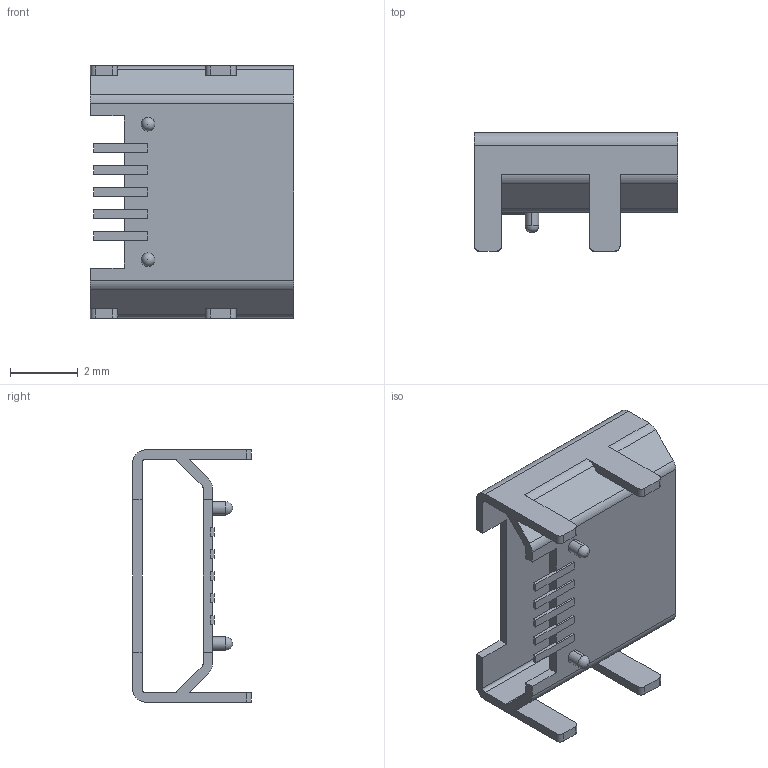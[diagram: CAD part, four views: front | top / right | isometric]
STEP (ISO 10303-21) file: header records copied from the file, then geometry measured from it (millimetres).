
FILE_DESCRIPTION (( 'STEP AP214' ), '1' );
FILE_NAME ('ﾞﾑﾁ.STEP', '2023-06-01T11:11:00', ( '' ), ( '' ), 'SwSTEP 2.0', 'SolidWorks 2023', '' );
FILE_SCHEMA (( 'AUTOMOTIVE_DESIGN' ));
Length unit declared in the file: millimetre
Products named in the file (1): ЮСБ
Bounding box: 6 x 3.5 x 7.45 mm (x, y, z)
Volume: 28.1 mm3; surface area: 221.4 mm2
Topology: 1 solids, 1 shells, 93 faces, 276 edges, 184 vertices
Faces by surface type: plane 65, cylinder 26, sphere 2
Entity records: 3083 total; most frequent: CARTESIAN_POINT 544, ORIENTED_EDGE 540, DIRECTION 510, EDGE_CURVE 270, LINE 218, VECTOR 218, VERTEX_POINT 180, AXIS2_PLACEMENT_3D 146
